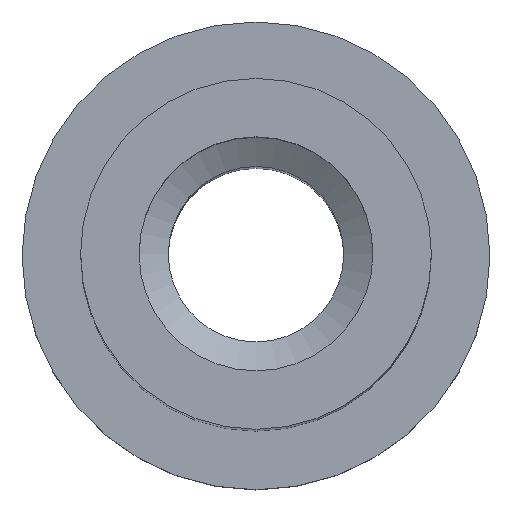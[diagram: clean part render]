
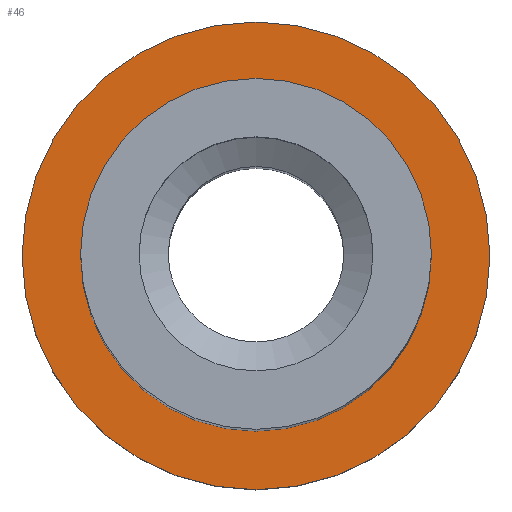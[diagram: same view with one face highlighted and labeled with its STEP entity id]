
A CAD part, top view. The second image highlights one B-rep face of the part: STEP entity #46.
In plain terms, the highlighted planar face has unit normal (0, 0, 1).
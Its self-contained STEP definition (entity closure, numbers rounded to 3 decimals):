
#36=PLANE('',#183);
#46=ADVANCED_FACE('',(#70,#71),#36,.F.);
#70=FACE_BOUND('',#90,.T.);
#71=FACE_BOUND('',#91,.T.);
#90=EDGE_LOOP('',(#110));
#91=EDGE_LOOP('',(#111));
#110=ORIENTED_EDGE('',*,*,#123,.F.);
#111=ORIENTED_EDGE('',*,*,#131,.T.);
#113=VERTEX_POINT('',#239);
#121=VERTEX_POINT('',#263);
#123=EDGE_CURVE('',#113,#113,#133,.T.);
#131=EDGE_CURVE('',#121,#121,#141,.T.);
#133=CIRCLE('',#165,5.8);
#141=CIRCLE('',#181,8.);
#165=AXIS2_PLACEMENT_3D('',#238,#194,#195);
#181=AXIS2_PLACEMENT_3D('',#262,#226,#227);
#183=AXIS2_PLACEMENT_3D('',#265,#230,#231);
#194=DIRECTION('',(0.,0.,1.));
#195=DIRECTION('',(1.,0.,0.));
#226=DIRECTION('',(0.,0.,1.));
#227=DIRECTION('',(1.,0.,0.));
#230=DIRECTION('',(0.,0.,-1.));
#231=DIRECTION('',(1.,0.,0.));
#238=CARTESIAN_POINT('',(0.,0.,0.));
#239=CARTESIAN_POINT('',(5.8,0.,0.));
#262=CARTESIAN_POINT('',(0.,0.,0.));
#263=CARTESIAN_POINT('',(8.,0.,0.));
#265=CARTESIAN_POINT('',(0.,8.,0.));
